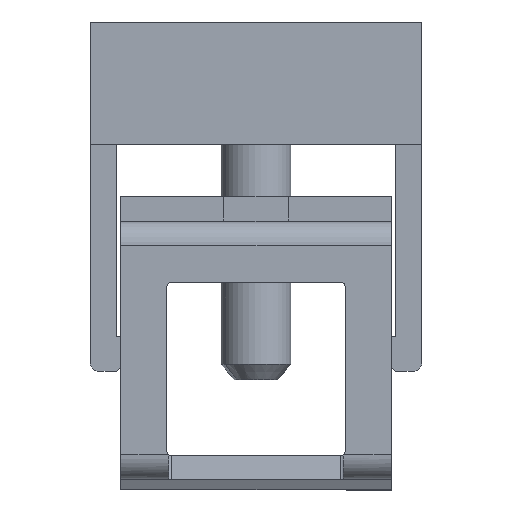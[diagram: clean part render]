
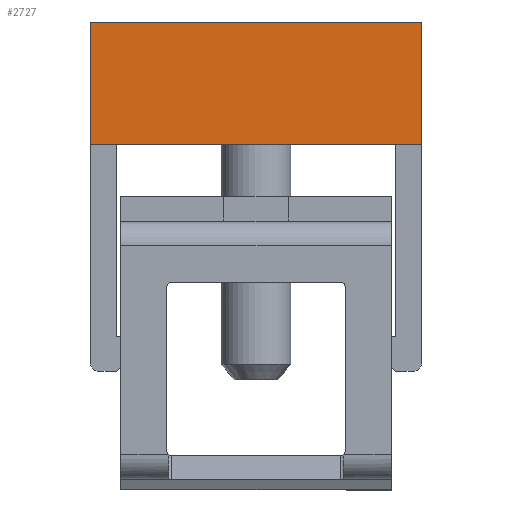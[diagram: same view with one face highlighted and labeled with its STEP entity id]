
A CAD part, left-side view. The second image highlights one B-rep face of the part: STEP entity #2727.
In plain terms, the highlighted planar face has unit normal (-1, 0, 0).
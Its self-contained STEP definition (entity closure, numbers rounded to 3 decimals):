
#2714=AXIS2_PLACEMENT_3D('Plane Axis2P3D',#2711,#2712,#2713) ;
#1489=CARTESIAN_POINT('Vertex',(0.35,19.,26.805)) ;
#1492=CARTESIAN_POINT('Line Origine',(0.35,9.5,26.805)) ;
#1496=CARTESIAN_POINT('Vertex',(0.35,0.,26.805)) ;
#1617=CARTESIAN_POINT('Vertex',(0.35,19.,19.805)) ;
#1620=CARTESIAN_POINT('Line Origine',(0.35,19.,23.305)) ;
#1665=CARTESIAN_POINT('Line Origine',(0.35,0.,23.305)) ;
#1669=CARTESIAN_POINT('Vertex',(0.35,0.,19.805)) ;
#2711=CARTESIAN_POINT('Axis2P3D Location',(0.35,9.5,19.805)) ;
#2716=CARTESIAN_POINT('Line Origine',(0.35,9.5,19.805)) ;
#1493=DIRECTION('Vector Direction',(0.,1.,0.)) ;
#1621=DIRECTION('Vector Direction',(0.,0.,-1.)) ;
#1666=DIRECTION('Vector Direction',(0.,0.,-1.)) ;
#2712=DIRECTION('Axis2P3D Direction',(1.,0.,0.)) ;
#2713=DIRECTION('Axis2P3D XDirection',(0.,1.,0.)) ;
#2717=DIRECTION('Vector Direction',(0.,1.,0.)) ;
#1494=VECTOR('Line Direction',#1493,1.) ;
#1622=VECTOR('Line Direction',#1621,1.) ;
#1667=VECTOR('Line Direction',#1666,1.) ;
#2718=VECTOR('Line Direction',#2717,1.) ;
#2722=ORIENTED_EDGE('',*,*,#1671,.F.) ;
#2723=ORIENTED_EDGE('',*,*,#1498,.F.) ;
#2724=ORIENTED_EDGE('',*,*,#1624,.F.) ;
#2725=ORIENTED_EDGE('',*,*,#2720,.F.) ;
#2727=ADVANCED_FACE('V2',(#2726),#2715,.F.) ;
#1498=EDGE_CURVE('',#1490,#1497,#1495,.F.) ;
#1624=EDGE_CURVE('',#1618,#1490,#1623,.F.) ;
#1671=EDGE_CURVE('',#1497,#1670,#1668,.T.) ;
#2720=EDGE_CURVE('',#1670,#1618,#2719,.T.) ;
#2721=EDGE_LOOP('',(#2722,#2723,#2724,#2725)) ;
#2726=FACE_OUTER_BOUND('',#2721,.T.) ;
#1495=LINE('Line',#1492,#1494) ;
#1623=LINE('Line',#1620,#1622) ;
#1668=LINE('Line',#1665,#1667) ;
#2719=LINE('Line',#2716,#2718) ;
#2715=PLANE('',#2714) ;
#1490=VERTEX_POINT('',#1489) ;
#1497=VERTEX_POINT('',#1496) ;
#1618=VERTEX_POINT('',#1617) ;
#1670=VERTEX_POINT('',#1669) ;
